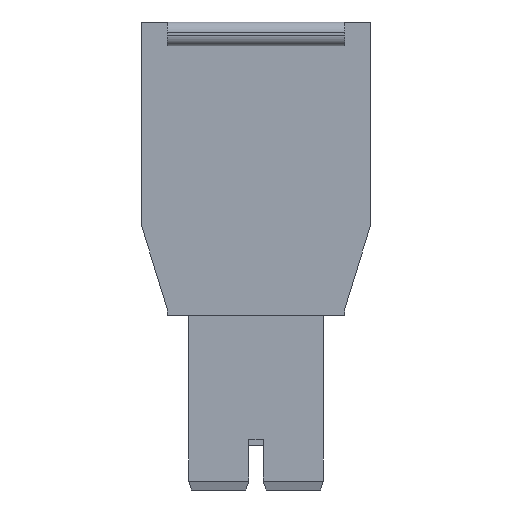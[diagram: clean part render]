
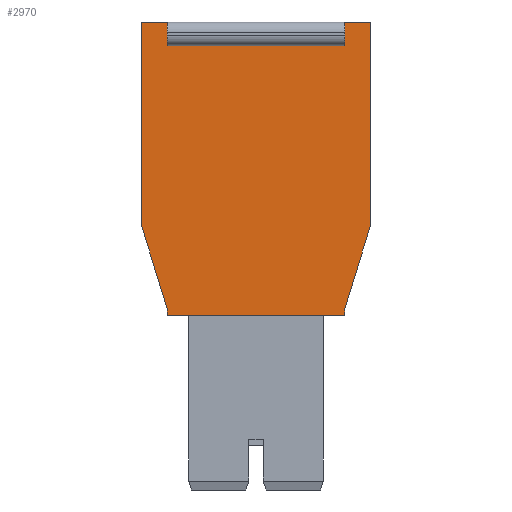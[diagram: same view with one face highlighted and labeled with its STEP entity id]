
A CAD part, front view. The second image highlights one B-rep face of the part: STEP entity #2970.
In plain terms, the highlighted planar face has unit normal (0, -1, 0).
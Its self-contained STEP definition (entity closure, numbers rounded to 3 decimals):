
#1=DIRECTION('',(1.,0.,0.));
#2=VECTOR('',#1,5.94);
#3=CARTESIAN_POINT('',(-2.97,-1.7,9.05));
#4=LINE('',#3,#2);
#5=DIRECTION('',(1.,0.,0.));
#6=VECTOR('',#5,0.88);
#7=CARTESIAN_POINT('',(2.97,-1.7,9.85));
#8=LINE('',#7,#6);
#9=DIRECTION('',(0.,0.,-1.));
#10=VECTOR('',#9,6.8);
#11=CARTESIAN_POINT('',(3.85,-1.7,9.85));
#12=LINE('',#11,#10);
#13=DIRECTION('',(-0.295,0.,-0.955));
#14=VECTOR('',#13,2.983);
#15=CARTESIAN_POINT('',(3.85,-1.7,3.05));
#16=LINE('',#15,#14);
#17=DIRECTION('',(0.,0.,-1.));
#18=VECTOR('',#17,0.2);
#19=CARTESIAN_POINT('',(2.97,-1.7,0.2));
#20=LINE('',#19,#18);
#21=DIRECTION('',(-1.,0.,0.));
#22=VECTOR('',#21,5.94);
#23=CARTESIAN_POINT('',(2.97,-1.7,0.));
#24=LINE('',#23,#22);
#25=DIRECTION('',(0.,0.,1.));
#26=VECTOR('',#25,0.2);
#27=CARTESIAN_POINT('',(-2.97,-1.7,0.));
#28=LINE('',#27,#26);
#29=DIRECTION('',(-0.295,0.,0.955));
#30=VECTOR('',#29,2.983);
#31=CARTESIAN_POINT('',(-2.97,-1.7,0.2));
#32=LINE('',#31,#30);
#33=DIRECTION('',(0.,0.,1.));
#34=VECTOR('',#33,6.8);
#35=CARTESIAN_POINT('',(-3.85,-1.7,3.05));
#36=LINE('',#35,#34);
#37=DIRECTION('',(1.,0.,0.));
#38=VECTOR('',#37,0.88);
#39=CARTESIAN_POINT('',(-3.85,-1.7,9.85));
#40=LINE('',#39,#38);
#45=DIRECTION('',(0.,0.,-1.));
#46=VECTOR('',#45,0.8);
#47=CARTESIAN_POINT('',(-2.97,-1.7,9.85));
#48=LINE('',#47,#46);
#515=DIRECTION('',(0.,0.,-1.));
#516=VECTOR('',#515,0.8);
#517=CARTESIAN_POINT('',(2.97,-1.7,9.85));
#518=LINE('',#517,#516);
#2227=CARTESIAN_POINT('',(2.97,-1.7,0.));
#2228=CARTESIAN_POINT('',(-2.97,-1.7,0.));
#2229=VERTEX_POINT('',#2227);
#2230=VERTEX_POINT('',#2228);
#2757=CARTESIAN_POINT('',(-3.85,-1.7,3.05));
#2758=CARTESIAN_POINT('',(-3.85,-1.7,9.85));
#2759=VERTEX_POINT('',#2757);
#2760=VERTEX_POINT('',#2758);
#2761=CARTESIAN_POINT('',(3.85,-1.7,9.85));
#2762=CARTESIAN_POINT('',(3.85,-1.7,3.05));
#2763=VERTEX_POINT('',#2761);
#2764=VERTEX_POINT('',#2762);
#2765=CARTESIAN_POINT('',(-2.97,-1.7,9.85));
#2766=CARTESIAN_POINT('',(-2.97,-1.7,9.05));
#2767=VERTEX_POINT('',#2765);
#2768=VERTEX_POINT('',#2766);
#2769=CARTESIAN_POINT('',(2.97,-1.7,9.85));
#2770=CARTESIAN_POINT('',(2.97,-1.7,9.05));
#2771=VERTEX_POINT('',#2769);
#2772=VERTEX_POINT('',#2770);
#2773=CARTESIAN_POINT('',(-2.97,-1.7,0.2));
#2774=VERTEX_POINT('',#2773);
#2775=CARTESIAN_POINT('',(2.97,-1.7,0.2));
#2776=VERTEX_POINT('',#2775);
#2939=CARTESIAN_POINT('',(0.,-1.7,0.));
#2940=DIRECTION('',(0.,1.,0.));
#2941=DIRECTION('',(1.,0.,0.));
#2942=AXIS2_PLACEMENT_3D('',#2939,#2940,#2941);
#2943=PLANE('',#2942);
#2945=ORIENTED_EDGE('',*,*,#2944,.T.);
#2947=ORIENTED_EDGE('',*,*,#2946,.F.);
#2949=ORIENTED_EDGE('',*,*,#2948,.T.);
#2951=ORIENTED_EDGE('',*,*,#2950,.T.);
#2953=ORIENTED_EDGE('',*,*,#2952,.T.);
#2955=ORIENTED_EDGE('',*,*,#2954,.T.);
#2957=ORIENTED_EDGE('',*,*,#2956,.T.);
#2959=ORIENTED_EDGE('',*,*,#2958,.T.);
#2961=ORIENTED_EDGE('',*,*,#2960,.T.);
#2963=ORIENTED_EDGE('',*,*,#2962,.T.);
#2965=ORIENTED_EDGE('',*,*,#2964,.T.);
#2967=ORIENTED_EDGE('',*,*,#2966,.T.);
#2968=EDGE_LOOP('',(#2945,#2947,#2949,#2951,#2953,#2955,#2957,#2959,#2961,#2963,
#2965,#2967));
#2969=FACE_OUTER_BOUND('',#2968,.F.);
#2970=ADVANCED_FACE('',(#2969),#2943,.F.);
#2944=EDGE_CURVE('',#2768,#2772,#4,.T.);
#2946=EDGE_CURVE('',#2771,#2772,#518,.T.);
#2948=EDGE_CURVE('',#2771,#2763,#8,.T.);
#2950=EDGE_CURVE('',#2763,#2764,#12,.T.);
#2952=EDGE_CURVE('',#2764,#2776,#16,.T.);
#2954=EDGE_CURVE('',#2776,#2229,#20,.T.);
#2956=EDGE_CURVE('',#2229,#2230,#24,.T.);
#2958=EDGE_CURVE('',#2230,#2774,#28,.T.);
#2960=EDGE_CURVE('',#2774,#2759,#32,.T.);
#2962=EDGE_CURVE('',#2759,#2760,#36,.T.);
#2964=EDGE_CURVE('',#2760,#2767,#40,.T.);
#2966=EDGE_CURVE('',#2767,#2768,#48,.T.);
